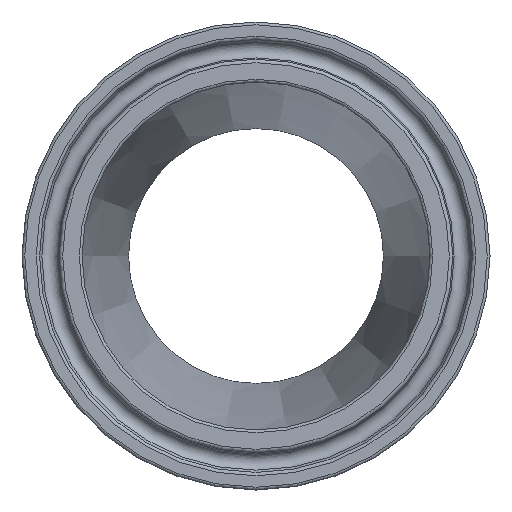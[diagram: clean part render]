
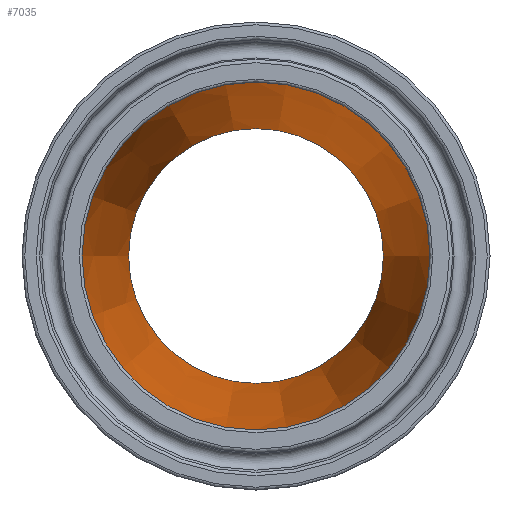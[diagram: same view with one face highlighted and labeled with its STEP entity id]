
A CAD part, left-side view. The second image highlights one B-rep face of the part: STEP entity #7035.
In plain terms, the highlighted conical face has half-angle 7.125 degrees and reference radius 20.574 mm.
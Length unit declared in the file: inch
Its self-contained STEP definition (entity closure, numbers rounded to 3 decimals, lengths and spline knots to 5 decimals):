
#102=FACE_BOUND('',#1263,.T.);
#837=FACE_OUTER_BOUND('',#1262,.T.);
#1262=EDGE_LOOP('',(#6536));
#1263=EDGE_LOOP('',(#6537));
#2402=CIRCLE('',#7423,0.935);
#2403=CIRCLE('',#7424,0.685);
#3460=VERTEX_POINT('',#15523);
#3461=VERTEX_POINT('',#15525);
#4495=EDGE_CURVE('',#3460,#3460,#2402,.T.);
#4496=EDGE_CURVE('',#3461,#3461,#2403,.T.);
#6536=ORIENTED_EDGE('',*,*,#4495,.F.);
#6537=ORIENTED_EDGE('',*,*,#4496,.T.);
#6618=CONICAL_SURFACE('',#7422,0.81,7.125);
#7035=ADVANCED_FACE('',(#837,#102),#6618,.F.);
#7422=AXIS2_PLACEMENT_3D('',#15522,#8671,#8672);
#7423=AXIS2_PLACEMENT_3D('',#15524,#8673,#8674);
#7424=AXIS2_PLACEMENT_3D('',#15526,#8675,#8676);
#8671=DIRECTION('center_axis',(-1.,0.,0.));
#8672=DIRECTION('ref_axis',(0.,-1.,0.));
#8673=DIRECTION('center_axis',(1.,0.,0.));
#8674=DIRECTION('ref_axis',(0.,-1.,0.));
#8675=DIRECTION('center_axis',(1.,0.,0.));
#8676=DIRECTION('ref_axis',(0.,1.,0.));
#15522=CARTESIAN_POINT('Origin',(1.5,0.,0.));
#15523=CARTESIAN_POINT('',(0.5,-0.935,0.));
#15524=CARTESIAN_POINT('Origin',(0.5,0.,0.));
#15525=CARTESIAN_POINT('',(2.5,0.685,0.));
#15526=CARTESIAN_POINT('Origin',(2.5,0.,0.));
